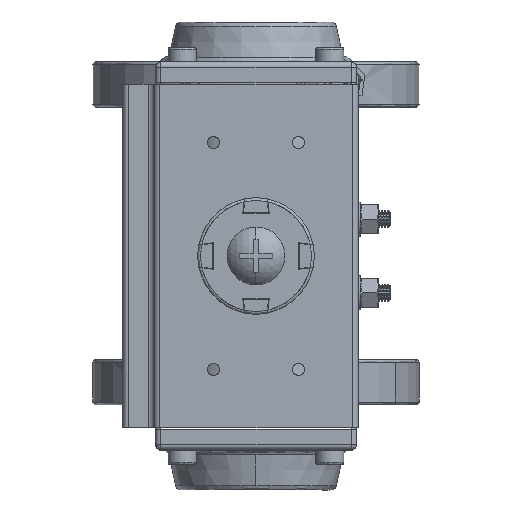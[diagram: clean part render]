
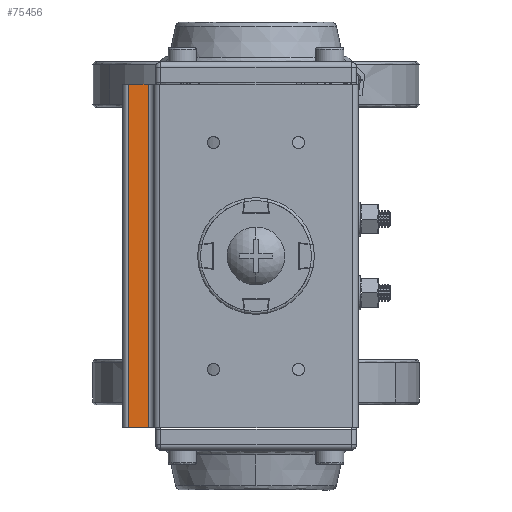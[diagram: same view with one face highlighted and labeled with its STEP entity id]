
A CAD part, left-side view. The second image highlights one B-rep face of the part: STEP entity #75456.
In plain terms, the highlighted planar face has unit normal (1, 0, 0).
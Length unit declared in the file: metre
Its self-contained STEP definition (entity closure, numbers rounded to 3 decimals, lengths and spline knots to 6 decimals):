
#3079 = VERTEX_POINT ( 'NONE', #37627 ) ;
#3546 = VERTEX_POINT ( 'NONE', #81979 ) ;
#4713 = EDGE_CURVE ( 'NONE', #64324, #12542, #35441, .T. ) ;
#5134 = FACE_OUTER_BOUND ( 'NONE', #88463, .T. ) ;
#6520 = DIRECTION ( 'NONE',  ( 1., 0., 0. ) ) ;
#12542 = VERTEX_POINT ( 'NONE', #25845 ) ;
#17549 = DIRECTION ( 'NONE',  ( 0., -1., 0. ) ) ;
#25845 = CARTESIAN_POINT ( 'NONE',  ( -0.172175, 0.035339, 0.121605 ) ) ;
#28275 = DIRECTION ( 'NONE',  ( 0., -1., 0. ) ) ;
#30855 = CARTESIAN_POINT ( 'NONE',  ( -0.172175, 0.028339, 0.242605 ) ) ;
#34050 = ORIENTED_EDGE ( 'NONE', *, *, #4713, .T. ) ;
#35441 = LINE ( 'NONE', #85772, #89980 ) ;
#36730 = DIRECTION ( 'NONE',  ( 0., 0., 1. ) ) ;
#36933 = AXIS2_PLACEMENT_3D ( 'NONE', #41078, #6520, #28275 ) ;
#37199 = LINE ( 'NONE', #43365, #37470 ) ;
#37470 = VECTOR ( 'NONE', #36730, 1. ) ;
#37627 = CARTESIAN_POINT ( 'NONE',  ( -0.172175, 0.035339, 0.242605 ) ) ;
#37953 = CARTESIAN_POINT ( 'NONE',  ( -0.172175, 0.028339, 0.242605 ) ) ;
#38409 = DIRECTION ( 'NONE',  ( 0., 0., -1. ) ) ;
#39357 = EDGE_CURVE ( 'NONE', #12542, #3079, #37199, .T. ) ;
#41078 = CARTESIAN_POINT ( 'NONE',  ( -0.172175, 0.028339, 0.242605 ) ) ;
#43365 = CARTESIAN_POINT ( 'NONE',  ( -0.172175, 0.035339, 0.242605 ) ) ;
#46010 = LINE ( 'NONE', #30855, #48966 ) ;
#48966 = VECTOR ( 'NONE', #38409, 1. ) ;
#55261 = ORIENTED_EDGE ( 'NONE', *, *, #39357, .T. ) ;
#59615 = ORIENTED_EDGE ( 'NONE', *, *, #82899, .T. ) ;
#64324 = VERTEX_POINT ( 'NONE', #82700 ) ;
#71959 = PLANE ( 'NONE',  #36933 ) ;
#75456 = ADVANCED_FACE ( 'NONE', ( #5134 ), #71959, .T. ) ;
#76416 = DIRECTION ( 'NONE',  ( 0., 1., 0. ) ) ;
#81979 = CARTESIAN_POINT ( 'NONE',  ( -0.172175, 0.028339, 0.242605 ) ) ;
#82563 = LINE ( 'NONE', #37953, #83703 ) ;
#82700 = CARTESIAN_POINT ( 'NONE',  ( -0.172175, 0.028339, 0.121605 ) ) ;
#82899 = EDGE_CURVE ( 'NONE', #3079, #3546, #82563, .T. ) ;
#83703 = VECTOR ( 'NONE', #17549, 1. ) ;
#84981 = ORIENTED_EDGE ( 'NONE', *, *, #85673, .T. ) ;
#85673 = EDGE_CURVE ( 'NONE', #3546, #64324, #46010, .T. ) ;
#85772 = CARTESIAN_POINT ( 'NONE',  ( -0.172175, 0.028339, 0.121605 ) ) ;
#88463 = EDGE_LOOP ( 'NONE', ( #84981, #34050, #55261, #59615 ) ) ;
#89980 = VECTOR ( 'NONE', #76416, 1. ) ;
